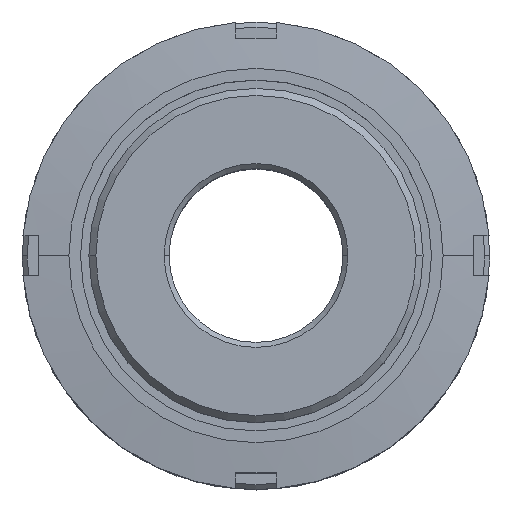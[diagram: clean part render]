
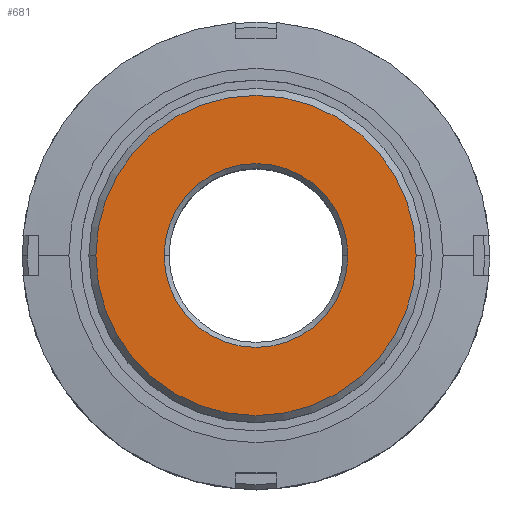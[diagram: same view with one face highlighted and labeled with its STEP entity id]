
A CAD part, top view. The second image highlights one B-rep face of the part: STEP entity #681.
In plain terms, the highlighted planar face has unit normal (0, 0, 1).
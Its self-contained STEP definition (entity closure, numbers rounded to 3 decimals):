
#681=ADVANCED_FACE('',(#1640,#1641),#1642,.T.);
#739=VERTEX_POINT('',#1705);
#767=EDGE_CURVE('',#1389,#805,#1734,.T.);
#805=VERTEX_POINT('',#1778);
#877=EDGE_CURVE('',#739,#1267,#1860,.T.);
#1045=EDGE_CURVE('',#1267,#739,#2051,.T.);
#1267=VERTEX_POINT('',#2297);
#1389=VERTEX_POINT('',#2431);
#1401=EDGE_CURVE('',#805,#1389,#2444,.T.);
#1640=FACE_OUTER_BOUND('',#2813,.T.);
#1641=FACE_BOUND('',#2814,.T.);
#1642=PLANE('',#2815);
#1705=CARTESIAN_POINT('',(13.75,0.,50.0));
#1734=CIRCLE('',#2973,23.955);
#1778=CARTESIAN_POINT('',(-23.955,0.,50.0));
#1860=CIRCLE('',#3167,13.75);
#2051=CIRCLE('',#3495,13.75);
#2297=CARTESIAN_POINT('',(-13.75,0.,50.0));
#2431=CARTESIAN_POINT('',(23.955,0.,50.0));
#2444=CIRCLE('',#4110,23.955);
#2813=EDGE_LOOP('',(#4384,#4385));
#2814=EDGE_LOOP('',(#4386,#4387));
#2815=AXIS2_PLACEMENT_3D('',#4388,#4389,#4390);
#2973=AXIS2_PLACEMENT_3D('',#4461,#4462,#4463);
#3167=AXIS2_PLACEMENT_3D('',#4632,#4633,#4634);
#3495=AXIS2_PLACEMENT_3D('',#4861,#4862,#4863);
#4110=AXIS2_PLACEMENT_3D('',#5325,#5326,#5327);
#4384=ORIENTED_EDGE('',*,*,#767,.F.);
#4385=ORIENTED_EDGE('',*,*,#1401,.F.);
#4386=ORIENTED_EDGE('',*,*,#877,.T.);
#4387=ORIENTED_EDGE('',*,*,#1045,.T.);
#4388=CARTESIAN_POINT('',(18.853,0.,50.0));
#4389=DIRECTION('',(0.0,0.,1.0));
#4390=DIRECTION('',(-1.0,0.0,-0.0));
#4461=CARTESIAN_POINT('',(0.0,0.,50.0));
#4462=DIRECTION('',(0.0,0.,-1.0));
#4463=DIRECTION('',(1.0,0.0,0.0));
#4632=CARTESIAN_POINT('',(0.0,0.,50.0));
#4633=DIRECTION('',(0.0,0.,-1.0));
#4634=DIRECTION('',(1.0,0.0,0.0));
#4861=CARTESIAN_POINT('',(0.0,0.,50.0));
#4862=DIRECTION('',(0.0,0.,-1.0));
#4863=DIRECTION('',(1.0,0.0,0.0));
#5325=CARTESIAN_POINT('',(0.0,0.,50.0));
#5326=DIRECTION('',(0.0,0.,-1.0));
#5327=DIRECTION('',(1.0,0.0,0.0));
